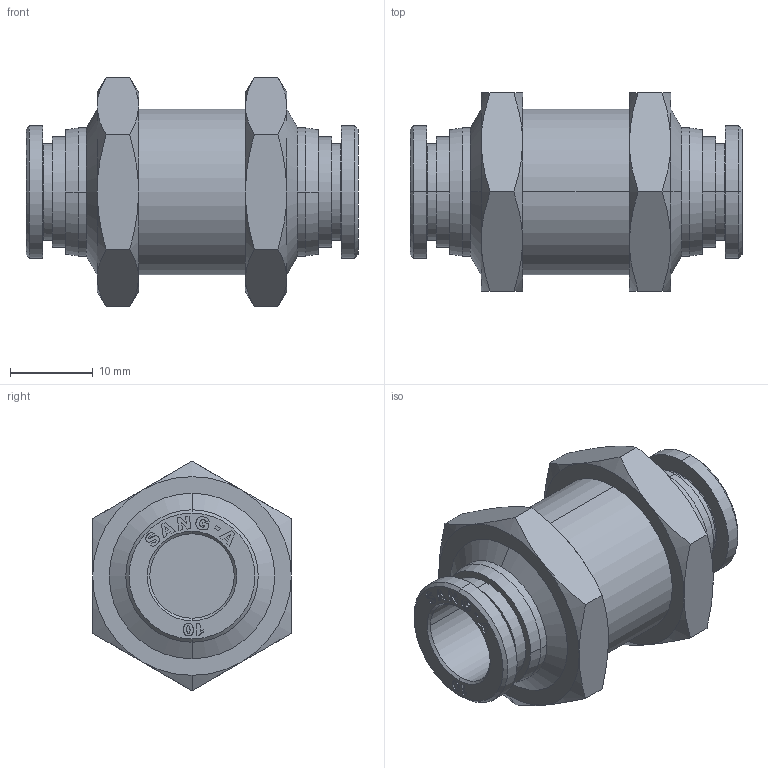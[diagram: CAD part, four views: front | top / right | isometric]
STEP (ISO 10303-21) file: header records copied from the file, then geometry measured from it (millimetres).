
FILE_DESCRIPTION (( 'STEP AP214' ), '1' );
FILE_NAME ('PMM10.stp', '2015-09-24T08:47:53', ( '' ), ( '' ), 'SwSTEP 2.0', 'SolidWorks 2015', '' );
FILE_SCHEMA (( 'AUTOMOTIVE_DESIGN' ));
Length unit declared in the file: millimetre
Products named in the file (2): ｦ+ﾃｦ1; PMM10
Assembly tree (1 placements, depth 2):
  PMM10
    ｦ+ﾃｦ1
Bounding box: 40.1 x 24 x 27.71 mm (x, y, z)
Volume: 8908 mm3; surface area: 5183.2 mm2
Topology: 1 solids, 1 shells, 865 faces, 2445 edges, 1616 vertices
Faces by surface type: plane 778, cone 48, cylinder 29, bspline 10
Entity records: 28355 total; most frequent: CARTESIAN_POINT 5362, ORIENTED_EDGE 4890, DIRECTION 4205, EDGE_CURVE 2445, VECTOR 2263, LINE 2263, VERTEX_POINT 1616, AXIS2_PLACEMENT_3D 971
